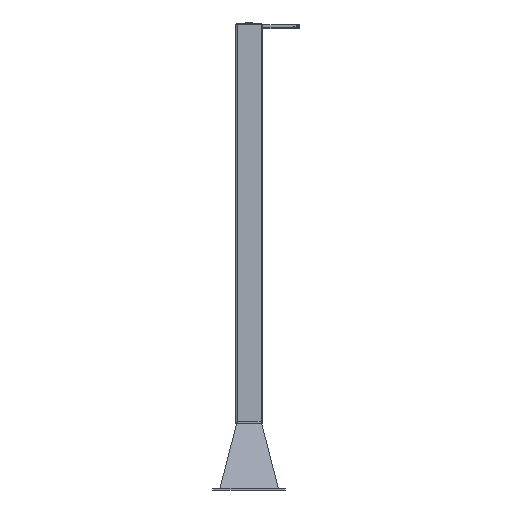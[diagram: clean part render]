
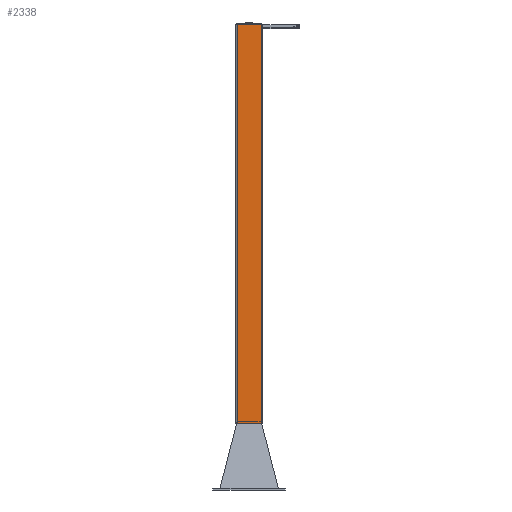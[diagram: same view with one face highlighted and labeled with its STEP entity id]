
A CAD part, left-side view. The second image highlights one B-rep face of the part: STEP entity #2338.
In plain terms, the highlighted planar face has unit normal (-1, 0, 0).
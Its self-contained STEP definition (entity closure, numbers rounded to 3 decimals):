
#2338=ADVANCED_FACE('',(#4224),#4225,.F.);
#4224=FACE_OUTER_BOUND('',#12141,.T.);
#4225=PLANE('',#12142);
#12141=EDGE_LOOP('',(#14873,#14874,#14875,#14876));
#12142=AXIS2_PLACEMENT_3D('',#14877,#14878,#14879);
#14873=ORIENTED_EDGE('',*,*,#18332,.T.);
#14874=ORIENTED_EDGE('',*,*,#18333,.T.);
#14875=ORIENTED_EDGE('',*,*,#18334,.F.);
#14876=ORIENTED_EDGE('',*,*,#18330,.T.);
#14877=CARTESIAN_POINT('',(-100.0,19.444,27.778));
#14878=DIRECTION('',(1.0,0.0,0.0));
#14879=DIRECTION('',(0.0,0.0,-1.0));
#18330=EDGE_CURVE('',#20211,#20215,#20217,.T.);
#18332=EDGE_CURVE('',#20215,#20219,#20220,.T.);
#18333=EDGE_CURVE('',#20219,#20221,#20222,.F.);
#18334=EDGE_CURVE('',#20211,#20221,#20223,.T.);
#20211=VERTEX_POINT('',#24358);
#20215=VERTEX_POINT('',#24363);
#20217=LINE('',#24365,#24366);
#20219=VERTEX_POINT('',#24368);
#20220=LINE('',#24369,#24370);
#20221=VERTEX_POINT('',#24371);
#20222=LINE('',#24372,#24373);
#20223=LINE('',#24374,#24375);
#24358=CARTESIAN_POINT('',(-100.0,10.444,27.778));
#24363=CARTESIAN_POINT('',(-100.0,10.444,-2972.222));
#24365=CARTESIAN_POINT('',(-100.0,10.444,27.778));
#24366=VECTOR('',#28348,1.0);
#24368=CARTESIAN_POINT('',(-100.0,-171.556,-2972.222));
#24369=CARTESIAN_POINT('',(-100.0,19.444,-2972.222));
#24370=VECTOR('',#28349,1.0);
#24371=CARTESIAN_POINT('',(-100.0,-171.556,27.778));
#24372=CARTESIAN_POINT('',(-100.0,-171.556,27.778));
#24373=VECTOR('',#28350,1.0);
#24374=CARTESIAN_POINT('',(-100.0,19.444,27.778));
#24375=VECTOR('',#28351,1.0);
#28348=DIRECTION('',(0.0,0.0,-1.0));
#28349=DIRECTION('',(0.0,-1.0,0.0));
#28350=DIRECTION('',(0.0,0.0,-1.0));
#28351=DIRECTION('',(0.0,-1.0,0.0));
